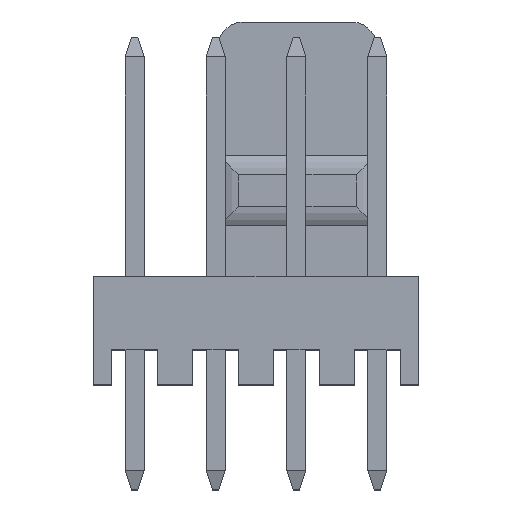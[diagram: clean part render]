
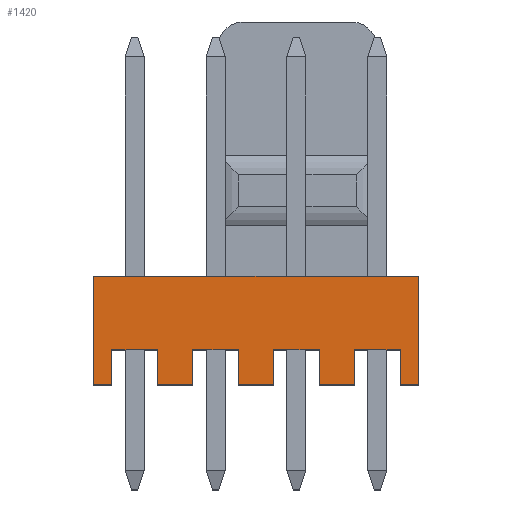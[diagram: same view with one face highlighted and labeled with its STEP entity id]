
A CAD part, top view. The second image highlights one B-rep face of the part: STEP entity #1420.
In plain terms, the highlighted planar face has unit normal (0, 0, 1).
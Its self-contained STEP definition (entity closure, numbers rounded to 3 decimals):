
#82=FACE_OUTER_BOUND('',#169,.T.);
#169=EDGE_LOOP('',(#1047,#1048,#1049,#1050,#1051,#1052,#1053,#1054,#1055,
#1056,#1057,#1058,#1059,#1060,#1061,#1062,#1063,#1064,#1065,#1066));
#231=LINE('',#1988,#421);
#239=LINE('',#2003,#429);
#242=LINE('',#2009,#432);
#245=LINE('',#2015,#435);
#251=LINE('',#2028,#441);
#271=LINE('',#2067,#461);
#274=LINE('',#2073,#464);
#277=LINE('',#2079,#467);
#280=LINE('',#2085,#470);
#287=LINE('',#2099,#477);
#290=LINE('',#2105,#480);
#293=LINE('',#2111,#483);
#296=LINE('',#2117,#486);
#303=LINE('',#2131,#493);
#306=LINE('',#2137,#496);
#309=LINE('',#2143,#499);
#312=LINE('',#2149,#502);
#319=LINE('',#2163,#509);
#322=LINE('',#2169,#512);
#324=LINE('',#2172,#514);
#421=VECTOR('',#1607,1000.);
#429=VECTOR('',#1617,1000.);
#432=VECTOR('',#1622,1000.);
#435=VECTOR('',#1627,1000.);
#441=VECTOR('',#1635,1000.);
#461=VECTOR('',#1657,1000.);
#464=VECTOR('',#1662,1000.);
#467=VECTOR('',#1667,1000.);
#470=VECTOR('',#1672,1000.);
#477=VECTOR('',#1681,1000.);
#480=VECTOR('',#1686,1000.);
#483=VECTOR('',#1691,1000.);
#486=VECTOR('',#1696,1000.);
#493=VECTOR('',#1705,1000.);
#496=VECTOR('',#1710,1000.);
#499=VECTOR('',#1715,1000.);
#502=VECTOR('',#1720,1000.);
#509=VECTOR('',#1729,1000.);
#512=VECTOR('',#1734,1000.);
#514=VECTOR('',#1738,1000.);
#611=VERTEX_POINT('',#1985);
#612=VERTEX_POINT('',#1987);
#618=VERTEX_POINT('',#2001);
#620=VERTEX_POINT('',#2007);
#622=VERTEX_POINT('',#2013);
#628=VERTEX_POINT('',#2026);
#646=VERTEX_POINT('',#2065);
#648=VERTEX_POINT('',#2071);
#650=VERTEX_POINT('',#2077);
#652=VERTEX_POINT('',#2083);
#658=VERTEX_POINT('',#2097);
#660=VERTEX_POINT('',#2103);
#662=VERTEX_POINT('',#2109);
#664=VERTEX_POINT('',#2115);
#670=VERTEX_POINT('',#2129);
#672=VERTEX_POINT('',#2135);
#674=VERTEX_POINT('',#2141);
#676=VERTEX_POINT('',#2147);
#682=VERTEX_POINT('',#2161);
#684=VERTEX_POINT('',#2167);
#735=EDGE_CURVE('',#612,#611,#231,.T.);
#743=EDGE_CURVE('',#611,#618,#239,.T.);
#746=EDGE_CURVE('',#618,#620,#242,.T.);
#749=EDGE_CURVE('',#622,#620,#245,.T.);
#755=EDGE_CURVE('',#628,#622,#251,.T.);
#775=EDGE_CURVE('',#628,#646,#271,.T.);
#778=EDGE_CURVE('',#646,#648,#274,.T.);
#781=EDGE_CURVE('',#650,#648,#277,.T.);
#784=EDGE_CURVE('',#652,#650,#280,.T.);
#791=EDGE_CURVE('',#658,#652,#287,.T.);
#794=EDGE_CURVE('',#658,#660,#290,.T.);
#797=EDGE_CURVE('',#662,#660,#293,.T.);
#800=EDGE_CURVE('',#664,#662,#296,.T.);
#807=EDGE_CURVE('',#664,#670,#303,.T.);
#810=EDGE_CURVE('',#670,#672,#306,.T.);
#813=EDGE_CURVE('',#674,#672,#309,.T.);
#816=EDGE_CURVE('',#674,#676,#312,.T.);
#823=EDGE_CURVE('',#676,#682,#319,.T.);
#826=EDGE_CURVE('',#682,#684,#322,.T.);
#828=EDGE_CURVE('',#684,#612,#324,.T.);
#1047=ORIENTED_EDGE('',*,*,#735,.T.);
#1048=ORIENTED_EDGE('',*,*,#743,.T.);
#1049=ORIENTED_EDGE('',*,*,#746,.T.);
#1050=ORIENTED_EDGE('',*,*,#749,.F.);
#1051=ORIENTED_EDGE('',*,*,#755,.F.);
#1052=ORIENTED_EDGE('',*,*,#775,.T.);
#1053=ORIENTED_EDGE('',*,*,#778,.T.);
#1054=ORIENTED_EDGE('',*,*,#781,.F.);
#1055=ORIENTED_EDGE('',*,*,#784,.F.);
#1056=ORIENTED_EDGE('',*,*,#791,.F.);
#1057=ORIENTED_EDGE('',*,*,#794,.T.);
#1058=ORIENTED_EDGE('',*,*,#797,.F.);
#1059=ORIENTED_EDGE('',*,*,#800,.F.);
#1060=ORIENTED_EDGE('',*,*,#807,.T.);
#1061=ORIENTED_EDGE('',*,*,#810,.T.);
#1062=ORIENTED_EDGE('',*,*,#813,.F.);
#1063=ORIENTED_EDGE('',*,*,#816,.T.);
#1064=ORIENTED_EDGE('',*,*,#823,.T.);
#1065=ORIENTED_EDGE('',*,*,#826,.T.);
#1066=ORIENTED_EDGE('',*,*,#828,.T.);
#1347=PLANE('',#1526);
#1420=ADVANCED_FACE('',(#82),#1347,.T.);
#1526=AXIS2_PLACEMENT_3D('',#2173,#1739,#1740);
#1607=DIRECTION('',(1.,0.,0.));
#1617=DIRECTION('',(0.,-1.,0.));
#1622=DIRECTION('',(1.,0.,0.));
#1627=DIRECTION('',(0.,-1.,0.));
#1635=DIRECTION('',(1.,0.,0.));
#1657=DIRECTION('',(0.,-1.,0.));
#1662=DIRECTION('',(1.,0.,0.));
#1667=DIRECTION('',(0.,-1.,0.));
#1672=DIRECTION('',(-1.,0.,0.));
#1681=DIRECTION('',(0.,1.,0.));
#1686=DIRECTION('',(1.,0.,0.));
#1691=DIRECTION('',(0.,-1.,0.));
#1696=DIRECTION('',(-1.,0.,0.));
#1705=DIRECTION('',(0.,-1.,0.));
#1710=DIRECTION('',(1.,0.,0.));
#1715=DIRECTION('',(0.,-1.,0.));
#1720=DIRECTION('',(1.,0.,0.));
#1729=DIRECTION('',(0.,-1.,0.));
#1734=DIRECTION('',(1.,0.,0.));
#1738=DIRECTION('',(0.,1.,0.));
#1739=DIRECTION('center_axis',(0.,0.,1.));
#1740=DIRECTION('ref_axis',(1.,0.,0.));
#1985=CARTESIAN_POINT('',(4.53,1.1,5.8));
#1987=CARTESIAN_POINT('',(3.09,1.1,5.8));
#1988=CARTESIAN_POINT('',(0.,1.1,5.8));
#2001=CARTESIAN_POINT('',(4.53,0.,5.8));
#2003=CARTESIAN_POINT('',(4.53,0.,5.8));
#2007=CARTESIAN_POINT('',(5.1,0.,5.8));
#2009=CARTESIAN_POINT('',(0.,0.,5.8));
#2013=CARTESIAN_POINT('',(5.1,3.4,5.8));
#2015=CARTESIAN_POINT('',(5.1,0.,5.8));
#2026=CARTESIAN_POINT('',(-5.1,3.4,5.8));
#2028=CARTESIAN_POINT('',(0.,3.4,5.8));
#2065=CARTESIAN_POINT('',(-5.1,0.,5.8));
#2067=CARTESIAN_POINT('',(-5.1,0.,5.8));
#2071=CARTESIAN_POINT('',(-4.53,0.,5.8));
#2073=CARTESIAN_POINT('',(0.,0.,5.8));
#2077=CARTESIAN_POINT('',(-4.53,1.1,5.8));
#2079=CARTESIAN_POINT('',(-4.53,0.,5.8));
#2083=CARTESIAN_POINT('',(-3.09,1.1,5.8));
#2085=CARTESIAN_POINT('',(0.,1.1,5.8));
#2097=CARTESIAN_POINT('',(-3.09,0.,5.8));
#2099=CARTESIAN_POINT('',(-3.09,0.,5.8));
#2103=CARTESIAN_POINT('',(-1.99,0.,5.8));
#2105=CARTESIAN_POINT('',(0.,0.,5.8));
#2109=CARTESIAN_POINT('',(-1.99,1.1,5.8));
#2111=CARTESIAN_POINT('',(-1.99,0.,5.8));
#2115=CARTESIAN_POINT('',(-0.55,1.1,5.8));
#2117=CARTESIAN_POINT('',(0.,1.1,5.8));
#2129=CARTESIAN_POINT('',(-0.55,0.,5.8));
#2131=CARTESIAN_POINT('',(-0.55,0.,5.8));
#2135=CARTESIAN_POINT('',(0.55,0.,5.8));
#2137=CARTESIAN_POINT('',(0.,0.,5.8));
#2141=CARTESIAN_POINT('',(0.55,1.1,5.8));
#2143=CARTESIAN_POINT('',(0.55,0.,5.8));
#2147=CARTESIAN_POINT('',(1.99,1.1,5.8));
#2149=CARTESIAN_POINT('',(0.,1.1,5.8));
#2161=CARTESIAN_POINT('',(1.99,0.,5.8));
#2163=CARTESIAN_POINT('',(1.99,0.,5.8));
#2167=CARTESIAN_POINT('',(3.09,0.,5.8));
#2169=CARTESIAN_POINT('',(0.,0.,5.8));
#2172=CARTESIAN_POINT('',(3.09,0.,5.8));
#2173=CARTESIAN_POINT('Origin',(0.,0.,5.8));
